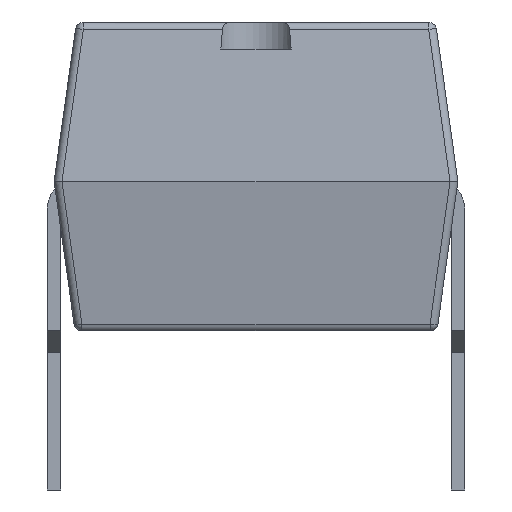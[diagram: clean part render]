
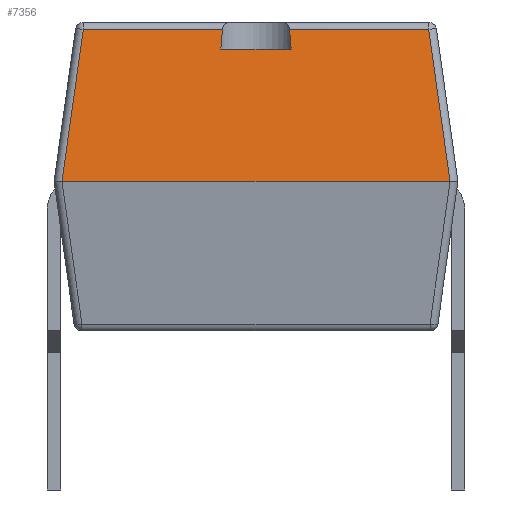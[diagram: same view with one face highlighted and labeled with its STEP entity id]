
A CAD part, left-side view. The second image highlights one B-rep face of the part: STEP entity #7356.
In plain terms, the highlighted planar face has unit normal (-0.99, 0, 0.139).
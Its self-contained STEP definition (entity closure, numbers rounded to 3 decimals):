
#184 = VECTOR ( 'NONE', #14600, 1000. ) ;
#521 = LINE ( 'NONE', #11371, #13208 ) ;
#1010 = CARTESIAN_POINT ( 'NONE',  ( -21.352, -5.083, 2.871 ) ) ;
#1664 = CARTESIAN_POINT ( 'NONE',  ( -21.369, -6.358, 2.75 ) ) ;
#1812 = LINE ( 'NONE', #5156, #184 ) ;
#1989 =( BOUNDED_CURVE ( )  B_SPLINE_CURVE ( 3, ( #12526, #1664, #18710, #11388 ),
 .UNSPECIFIED., .F., .F. ) 
 B_SPLINE_CURVE_WITH_KNOTS ( ( 4, 4 ),
 ( 1.003, 1.083 ),
 .UNSPECIFIED. ) 
 CURVE ( )  GEOMETRIC_REPRESENTATION_ITEM ( )  RATIONAL_B_SPLINE_CURVE ( ( 1., 0.999, 0.999, 1. ) ) 
 REPRESENTATION_ITEM ( '' )  );
#2361 = DIRECTION ( 'NONE',  ( 0., 1., 0. ) ) ;
#2671 = CARTESIAN_POINT ( 'NONE',  ( -21.405, -6.378, 2.5 ) ) ;
#4100 = DIRECTION ( 'NONE',  ( 0., 1., 0. ) ) ;
#4105 = EDGE_CURVE ( 'NONE', #13761, #11164, #11842, .T. ) ;
#4106 = CARTESIAN_POINT ( 'NONE',  ( -21.352, -2.457, 2.871 ) ) ;
#4298 = VERTEX_POINT ( 'NONE', #4725 ) ;
#4725 = CARTESIAN_POINT ( 'NONE',  ( -21.756, -2.054, 0. ) ) ;
#4802 = CARTESIAN_POINT ( 'NONE',  ( -21.614, -9.234, 1.01 ) ) ;
#5066 = LINE ( 'NONE', #11350, #7067 ) ;
#5156 = CARTESIAN_POINT ( 'NONE',  ( -21.405, -1.905, 2.5 ) ) ;
#5607 = ORIENTED_EDGE ( 'NONE', *, *, #19425, .T. ) ;
#5912 = VERTEX_POINT ( 'NONE', #17337 ) ;
#6672 = DIRECTION ( 'NONE',  ( -0.138, 0.138, -0.981 ) ) ;
#7067 = VECTOR ( 'NONE', #6672, 1000. ) ;
#7204 = FACE_OUTER_BOUND ( 'NONE', #8365, .T. ) ;
#7356 = ADVANCED_FACE ( 'NONE', ( #7204 ), #14870, .T. ) ;
#8365 = EDGE_LOOP ( 'NONE', ( #15326, #9621, #15523, #13441, #13756, #11834, #13588, #5607 ) ) ;
#8798 = CARTESIAN_POINT ( 'NONE',  ( -21.387, -5.062, 2.626 ) ) ;
#8899 = CARTESIAN_POINT ( 'NONE',  ( -21.405, -5.052, 2.5 ) ) ;
#9621 = ORIENTED_EDGE ( 'NONE', *, *, #13425, .T. ) ;
#10659 = CARTESIAN_POINT ( 'NONE',  ( -21.352, -8.973, 2.871 ) ) ;
#10768 =( BOUNDED_CURVE ( )  B_SPLINE_CURVE ( 3, ( #8899, #8798, #15132, #1010 ),
 .UNSPECIFIED., .F., .F. ) 
 B_SPLINE_CURVE_WITH_KNOTS ( ( 4, 4 ),
 ( 5.2, 5.28 ),
 .UNSPECIFIED. ) 
 CURVE ( )  GEOMETRIC_REPRESENTATION_ITEM ( )  RATIONAL_B_SPLINE_CURVE ( ( 1., 0.999, 0.999, 1. ) ) 
 REPRESENTATION_ITEM ( '' )  );
#11164 = VERTEX_POINT ( 'NONE', #4106 ) ;
#11350 = CARTESIAN_POINT ( 'NONE',  ( -21.759, -2.051, -0.02 ) ) ;
#11371 = CARTESIAN_POINT ( 'NONE',  ( -21.756, -1.905, 0. ) ) ;
#11388 = CARTESIAN_POINT ( 'NONE',  ( -21.405, -6.378, 2.5 ) ) ;
#11556 = VECTOR ( 'NONE', #2361, 1000. ) ;
#11834 = ORIENTED_EDGE ( 'NONE', *, *, #19767, .T. ) ;
#11842 = LINE ( 'NONE', #18007, #12036 ) ;
#11946 = VECTOR ( 'NONE', #16797, 1000. ) ;
#12012 = CARTESIAN_POINT ( 'NONE',  ( -21.756, -1.905, 0. ) ) ;
#12036 = VECTOR ( 'NONE', #4100, 1000. ) ;
#12526 = CARTESIAN_POINT ( 'NONE',  ( -21.352, -6.347, 2.871 ) ) ;
#12797 = CARTESIAN_POINT ( 'NONE',  ( -21.352, -5.083, 2.871 ) ) ;
#12822 = CARTESIAN_POINT ( 'NONE',  ( -21.405, -5.052, 2.5 ) ) ;
#13208 = VECTOR ( 'NONE', #19368, 1000. ) ;
#13425 = EDGE_CURVE ( 'NONE', #16519, #15383, #1989, .T. ) ;
#13441 = ORIENTED_EDGE ( 'NONE', *, *, #18838, .T. ) ;
#13588 = ORIENTED_EDGE ( 'NONE', *, *, #18792, .T. ) ;
#13756 = ORIENTED_EDGE ( 'NONE', *, *, #4105, .T. ) ;
#13761 = VERTEX_POINT ( 'NONE', #12797 ) ;
#14351 = LINE ( 'NONE', #4802, #11946 ) ;
#14600 = DIRECTION ( 'NONE',  ( 0., -1., 0. ) ) ;
#14870 = PLANE ( 'NONE',  #19554 ) ;
#15132 = CARTESIAN_POINT ( 'NONE',  ( -21.369, -5.072, 2.75 ) ) ;
#15326 = ORIENTED_EDGE ( 'NONE', *, *, #18508, .T. ) ;
#15383 = VERTEX_POINT ( 'NONE', #2671 ) ;
#15429 = VERTEX_POINT ( 'NONE', #10659 ) ;
#15523 = ORIENTED_EDGE ( 'NONE', *, *, #16780, .F. ) ;
#16519 = VERTEX_POINT ( 'NONE', #17148 ) ;
#16573 = DIRECTION ( 'NONE',  ( -0.99, 0., 0.139 ) ) ;
#16780 = EDGE_CURVE ( 'NONE', #17828, #15383, #1812, .T. ) ;
#16797 = DIRECTION ( 'NONE',  ( 0.138, 0.138, 0.981 ) ) ;
#17148 = CARTESIAN_POINT ( 'NONE',  ( -21.352, -6.347, 2.871 ) ) ;
#17190 = LINE ( 'NONE', #19004, #11556 ) ;
#17337 = CARTESIAN_POINT ( 'NONE',  ( -21.756, -9.376, 0. ) ) ;
#17828 = VERTEX_POINT ( 'NONE', #12822 ) ;
#18007 = CARTESIAN_POINT ( 'NONE',  ( -21.352, -2.327, 2.871 ) ) ;
#18508 = EDGE_CURVE ( 'NONE', #15429, #16519, #17190, .T. ) ;
#18710 = CARTESIAN_POINT ( 'NONE',  ( -21.387, -6.368, 2.626 ) ) ;
#18792 = EDGE_CURVE ( 'NONE', #4298, #5912, #521, .T. ) ;
#18838 = EDGE_CURVE ( 'NONE', #17828, #13761, #10768, .T. ) ;
#19004 = CARTESIAN_POINT ( 'NONE',  ( -21.352, -2.327, 2.871 ) ) ;
#19368 = DIRECTION ( 'NONE',  ( 0., -1., 0. ) ) ;
#19425 = EDGE_CURVE ( 'NONE', #5912, #15429, #14351, .T. ) ;
#19554 = AXIS2_PLACEMENT_3D ( 'NONE', #12012, #16573, #19583 ) ;
#19583 = DIRECTION ( 'NONE',  ( 0.139, 0., 0.99 ) ) ;
#19767 = EDGE_CURVE ( 'NONE', #11164, #4298, #5066, .T. ) ;
